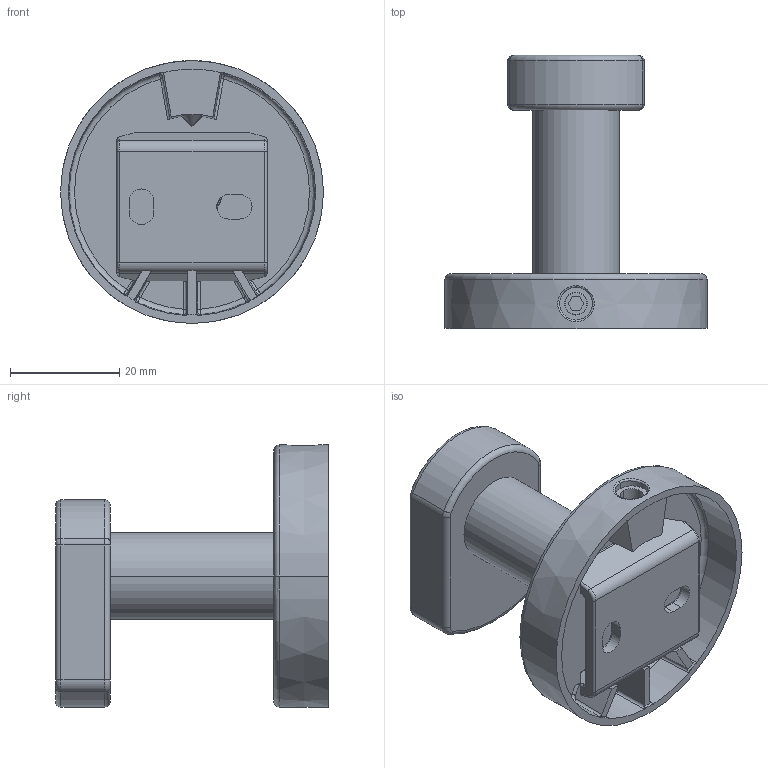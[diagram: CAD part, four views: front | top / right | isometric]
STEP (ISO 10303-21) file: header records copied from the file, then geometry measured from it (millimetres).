
FILE_DESCRIPTION((''),'2;1');
FILE_NAME('82-12_ASM','2015-07-22T',('rsmith'),(''),'PRO/ENGINEER BY PARAMETRIC TECHNOLOGY CORPORATION, 2013150','PRO/ENGINEER BY PARAMETRIC TECHNOLOGY CORPORATION, 2013150','');
FILE_SCHEMA(('CONFIG_CONTROL_DESIGN'));
Products named in the file (7): CCCZ0020; CCDB0134; CCEZ0030; CTST0046; CCKT0030; CTST0224; 82-12_ASM
Assembly tree (6 placements, depth 2):
  82-12_ASM
    CCCZ0020
    CCDB0134
    CCEZ0030
    CTST0046
    CCKT0030
    CTST0224
Bounding box: 48.17 x 50 x 48.17 mm (x, y, z)
Volume: 20465 mm3; surface area: 16384.7 mm2
Topology: 6 solids, 6 shells, 312 faces, 851 edges, 554 vertices
Faces by surface type: cylinder 141, plane 73, torus 36, bspline 34, cone 28
Entity records: 18161 total; most frequent: CARTESIAN_POINT 10488, ORIENTED_EDGE 1694, DIRECTION 1438, EDGE_CURVE 847, AXIS2_PLACEMENT_3D 563, VERTEX_POINT 554, EDGE_LOOP 329, VECTOR 312
